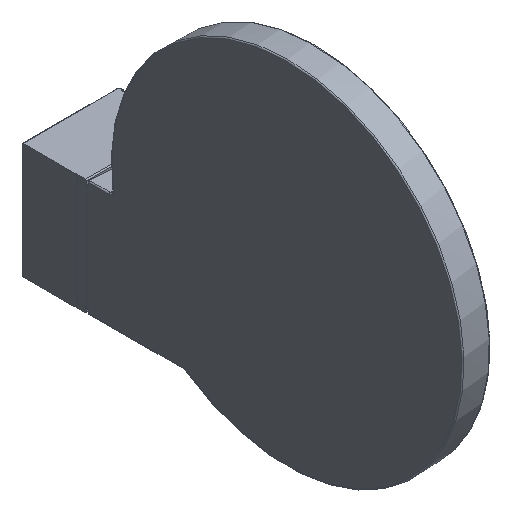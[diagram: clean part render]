
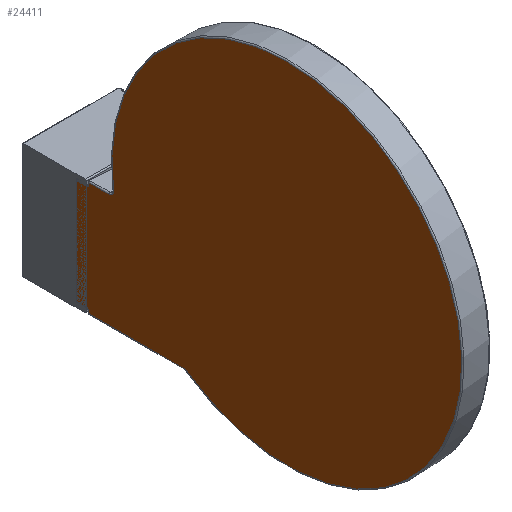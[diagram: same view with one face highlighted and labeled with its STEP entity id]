
A CAD part, isometric view. The second image highlights one B-rep face of the part: STEP entity #24411.
In plain terms, the highlighted planar face has unit normal (-1, 0, 0).
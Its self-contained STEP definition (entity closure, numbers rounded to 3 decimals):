
#188=ELLIPSE('',#27129,1.001,1.);
#189=ELLIPSE('',#27131,1.001,1.);
#1514=LINE('',#50264,#2482);
#1515=LINE('',#50267,#2483);
#1516=LINE('',#50269,#2484);
#1517=LINE('',#50273,#2485);
#1518=LINE('',#50275,#2486);
#1519=LINE('',#50290,#2487);
#1520=LINE('',#50292,#2488);
#2482=VECTOR('',#33013,1000.);
#2483=VECTOR('',#33014,1000.);
#2484=VECTOR('',#33015,1000.);
#2485=VECTOR('',#33018,1000.);
#2486=VECTOR('',#33019,1000.);
#2487=VECTOR('',#33022,1000.);
#2488=VECTOR('',#33023,1000.);
#3937=B_SPLINE_CURVE_WITH_KNOTS('',3,(#50277,#50278,#50279,#50280),
 .UNSPECIFIED.,.F.,.F.,(4,4),(0.,0.001),.UNSPECIFIED.);
#3938=B_SPLINE_CURVE_WITH_KNOTS('',3,(#50284,#50285,#50286,#50287,#50288),
 .UNSPECIFIED.,.F.,.F.,(4,1,4),(0.,0.002,0.003),
 .UNSPECIFIED.);
#11867=ORIENTED_EDGE('',*,*,#15703,.T.);
#11868=ORIENTED_EDGE('',*,*,#15704,.T.);
#11869=ORIENTED_EDGE('',*,*,#15705,.T.);
#11870=ORIENTED_EDGE('',*,*,#15706,.T.);
#11871=ORIENTED_EDGE('',*,*,#15707,.T.);
#11872=ORIENTED_EDGE('',*,*,#15708,.T.);
#11873=ORIENTED_EDGE('',*,*,#15709,.T.);
#11874=ORIENTED_EDGE('',*,*,#15710,.T.);
#11875=ORIENTED_EDGE('',*,*,#15711,.T.);
#11876=ORIENTED_EDGE('',*,*,#15712,.T.);
#11877=ORIENTED_EDGE('',*,*,#15713,.T.);
#11878=ORIENTED_EDGE('',*,*,#15714,.T.);
#15703=EDGE_CURVE('',#18065,#18066,#1514,.T.);
#15704=EDGE_CURVE('',#18066,#18067,#1515,.T.);
#15705=EDGE_CURVE('',#18067,#18068,#1516,.T.);
#15706=EDGE_CURVE('',#18068,#18069,#188,.F.);
#15707=EDGE_CURVE('',#18069,#18070,#1517,.T.);
#15708=EDGE_CURVE('',#18070,#18071,#1518,.T.);
#15709=EDGE_CURVE('',#18071,#18072,#3937,.T.);
#15710=EDGE_CURVE('',#18072,#18073,#19317,.T.);
#15711=EDGE_CURVE('',#18073,#18074,#3938,.T.);
#15712=EDGE_CURVE('',#18074,#18075,#1519,.T.);
#15713=EDGE_CURVE('',#18075,#18076,#1520,.T.);
#15714=EDGE_CURVE('',#18076,#18065,#189,.F.);
#18065=VERTEX_POINT('',#50265);
#18066=VERTEX_POINT('',#50266);
#18067=VERTEX_POINT('',#50268);
#18068=VERTEX_POINT('',#50270);
#18069=VERTEX_POINT('',#50272);
#18070=VERTEX_POINT('',#50274);
#18071=VERTEX_POINT('',#50276);
#18072=VERTEX_POINT('',#50281);
#18073=VERTEX_POINT('',#50283);
#18074=VERTEX_POINT('',#50289);
#18075=VERTEX_POINT('',#50291);
#18076=VERTEX_POINT('',#50293);
#19317=CIRCLE('',#27130,78.621);
#20905=EDGE_LOOP('',(#11867,#11868,#11869,#11870,#11871,#11872,#11873,#11874,
#11875,#11876,#11877,#11878));
#22507=FACE_BOUND('',#20905,.T.);
#22940=PLANE('',#27128);
#24411=ADVANCED_FACE('',(#22507),#22940,.T.);
#27128=AXIS2_PLACEMENT_3D('',#50263,#33011,#33012);
#27129=AXIS2_PLACEMENT_3D('',#50271,#33016,#33017);
#27130=AXIS2_PLACEMENT_3D('',#50282,#33020,#33021);
#27131=AXIS2_PLACEMENT_3D('',#50294,#33024,#33025);
#33011=DIRECTION('',(-1.,0.,0.));
#33012=DIRECTION('',(0.,-1.,0.));
#33013=DIRECTION('',(0.,1.,0.));
#33014=DIRECTION('',(0.,0.,-1.));
#33015=DIRECTION('',(0.,-1.,0.));
#33016=DIRECTION('',(-1.,0.,0.));
#33017=DIRECTION('',(0.,-0.707,0.707));
#33018=DIRECTION('',(0.,0.,-1.));
#33019=DIRECTION('',(0.,-1.,0.));
#33020=DIRECTION('',(-1.,0.,0.));
#33021=DIRECTION('',(0.,-1.,0.));
#33022=DIRECTION('',(0.,1.,0.));
#33023=DIRECTION('',(0.,0.,-1.));
#33024=DIRECTION('',(-1.,0.,0.));
#33025=DIRECTION('',(0.,-0.707,-0.707));
#50263=CARTESIAN_POINT('',(74.75,0.,0.));
#50264=CARTESIAN_POINT('',(74.75,94.5,-15.018));
#50265=CARTESIAN_POINT('',(74.75,90.082,-15.018));
#50266=CARTESIAN_POINT('',(74.75,94.482,-15.018));
#50267=CARTESIAN_POINT('',(74.75,94.482,0.));
#50268=CARTESIAN_POINT('',(74.75,94.482,-61.982));
#50269=CARTESIAN_POINT('',(74.75,90.1,-61.982));
#50270=CARTESIAN_POINT('',(74.75,90.082,-61.982));
#50271=CARTESIAN_POINT('',(74.75,90.083,-62.983));
#50272=CARTESIAN_POINT('',(74.75,89.082,-62.982));
#50273=CARTESIAN_POINT('',(74.75,89.082,-64.));
#50274=CARTESIAN_POINT('',(74.75,89.082,-63.982));
#50275=CARTESIAN_POINT('',(74.75,0.,-63.982));
#50276=CARTESIAN_POINT('',(74.75,46.326,-63.982));
#50277=CARTESIAN_POINT('',(74.75,46.326,-63.982));
#50278=CARTESIAN_POINT('',(74.75,45.915,-63.982));
#50279=CARTESIAN_POINT('',(74.75,45.514,-64.109));
#50280=CARTESIAN_POINT('',(74.75,45.177,-64.345));
#50281=CARTESIAN_POINT('',(74.75,45.177,-64.345));
#50282=CARTESIAN_POINT('',(74.75,0.,0.));
#50283=CARTESIAN_POINT('',(74.75,77.883,-10.746));
#50284=CARTESIAN_POINT('',(74.75,77.883,-10.746));
#50285=CARTESIAN_POINT('',(74.75,77.805,-11.315));
#50286=CARTESIAN_POINT('',(74.75,78.165,-12.498));
#50287=CARTESIAN_POINT('',(74.75,79.289,-13.018));
#50288=CARTESIAN_POINT('',(74.75,79.863,-13.018));
#50289=CARTESIAN_POINT('',(74.75,79.863,-13.018));
#50290=CARTESIAN_POINT('',(74.75,0.,-13.018));
#50291=CARTESIAN_POINT('',(74.75,89.082,-13.018));
#50292=CARTESIAN_POINT('',(74.75,89.082,-14.));
#50293=CARTESIAN_POINT('',(74.75,89.082,-14.018));
#50294=CARTESIAN_POINT('',(74.75,90.083,-14.017));
